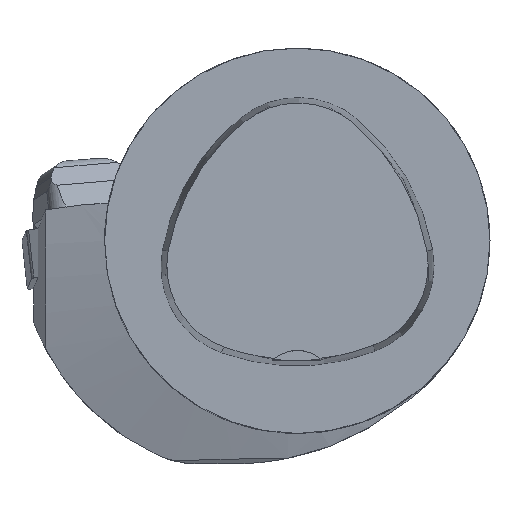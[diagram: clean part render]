
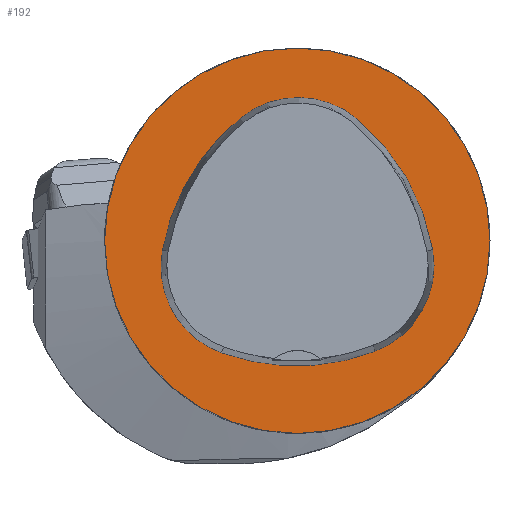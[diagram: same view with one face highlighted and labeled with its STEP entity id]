
A CAD part, top view. The second image highlights one B-rep face of the part: STEP entity #192.
In plain terms, the highlighted planar face has unit normal (0, 0, 1).
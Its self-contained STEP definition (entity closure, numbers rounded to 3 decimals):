
#96=FACE_BOUND('',#426,.T.);
#97=FACE_BOUND('',#427,.T.);
#192=ADVANCED_FACE('',(#96,#97),#267,.T.);
#267=PLANE('',#1799);
#426=EDGE_LOOP('',(#673,#674,#675,#676,#677,#678));
#427=EDGE_LOOP('',(#679));
#499=CIRCLE('',#1771,31.5);
#500=CIRCLE('',#1777,36.);
#502=CIRCLE('',#1780,15.);
#504=CIRCLE('',#1783,36.);
#506=CIRCLE('',#1786,15.);
#510=CIRCLE('',#1791,36.);
#512=CIRCLE('',#1794,15.);
#673=ORIENTED_EDGE('',*,*,#1240,.T.);
#674=ORIENTED_EDGE('',*,*,#1220,.T.);
#675=ORIENTED_EDGE('',*,*,#1224,.T.);
#676=ORIENTED_EDGE('',*,*,#1227,.T.);
#677=ORIENTED_EDGE('',*,*,#1230,.T.);
#678=ORIENTED_EDGE('',*,*,#1238,.T.);
#679=ORIENTED_EDGE('',*,*,#1211,.F.);
#1045=VERTEX_POINT('',#2617);
#1054=VERTEX_POINT('',#2636);
#1055=VERTEX_POINT('',#2637);
#1058=VERTEX_POINT('',#2645);
#1060=VERTEX_POINT('',#2651);
#1062=VERTEX_POINT('',#2657);
#1069=VERTEX_POINT('',#2678);
#1211=EDGE_CURVE('',#1045,#1045,#499,.T.);
#1220=EDGE_CURVE('',#1054,#1055,#500,.T.);
#1224=EDGE_CURVE('',#1055,#1058,#502,.T.);
#1227=EDGE_CURVE('',#1058,#1060,#504,.T.);
#1230=EDGE_CURVE('',#1060,#1062,#506,.T.);
#1238=EDGE_CURVE('',#1062,#1069,#510,.T.);
#1240=EDGE_CURVE('',#1069,#1054,#512,.T.);
#1771=AXIS2_PLACEMENT_3D('',#2616,#2027,#2028);
#1777=AXIS2_PLACEMENT_3D('',#2635,#2043,#2044);
#1780=AXIS2_PLACEMENT_3D('',#2644,#2051,#2052);
#1783=AXIS2_PLACEMENT_3D('',#2650,#2058,#2059);
#1786=AXIS2_PLACEMENT_3D('',#2656,#2065,#2066);
#1791=AXIS2_PLACEMENT_3D('',#2679,#2077,#2078);
#1794=AXIS2_PLACEMENT_3D('',#2682,#2083,#2084);
#1799=AXIS2_PLACEMENT_3D('',#2687,#2093,#2094);
#2027=DIRECTION('',(0.,0.,-1.));
#2028=DIRECTION('',(-1.,0.,0.));
#2043=DIRECTION('',(0.,0.,-1.));
#2044=DIRECTION('',(-1.,0.,0.));
#2051=DIRECTION('',(0.,0.,-1.));
#2052=DIRECTION('',(-1.,0.,0.));
#2058=DIRECTION('',(0.,0.,-1.));
#2059=DIRECTION('',(-1.,0.,0.));
#2065=DIRECTION('',(0.,0.,-1.));
#2066=DIRECTION('',(-1.,0.,0.));
#2077=DIRECTION('',(0.,0.,-1.));
#2078=DIRECTION('',(-1.,0.,0.));
#2083=DIRECTION('',(0.,0.,-1.));
#2084=DIRECTION('',(-1.,0.,0.));
#2093=DIRECTION('',(0.,0.,1.));
#2094=DIRECTION('',(1.,0.,0.));
#2616=CARTESIAN_POINT('',(0.,0.,0.));
#2617=CARTESIAN_POINT('',(-31.5,0.,0.));
#2635=CARTESIAN_POINT('',(13.398,-7.893,0.));
#2636=CARTESIAN_POINT('',(-22.041,-1.562,0.));
#2637=CARTESIAN_POINT('',(-9.317,20.036,0.));
#2644=CARTESIAN_POINT('',(0.148,8.399,0.));
#2645=CARTESIAN_POINT('',(9.779,19.898,0.));
#2650=CARTESIAN_POINT('',(-13.337,-7.7,0.));
#2651=CARTESIAN_POINT('',(22.122,-1.48,0.));
#2656=CARTESIAN_POINT('',(7.347,-4.071,0.));
#2657=CARTESIAN_POINT('',(12.693,-18.087,0.));
#2678=CARTESIAN_POINT('',(-12.373,-18.307,0.));
#2679=CARTESIAN_POINT('',(-0.137,15.55,0.));
#2682=CARTESIAN_POINT('',(-7.275,-4.2,0.));
#2687=CARTESIAN_POINT('',(0.,0.,0.));
